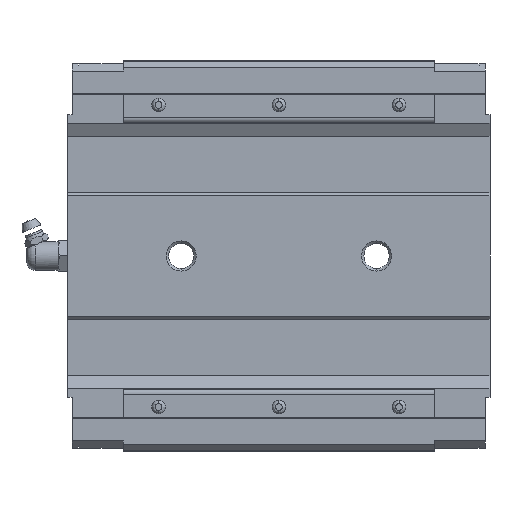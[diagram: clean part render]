
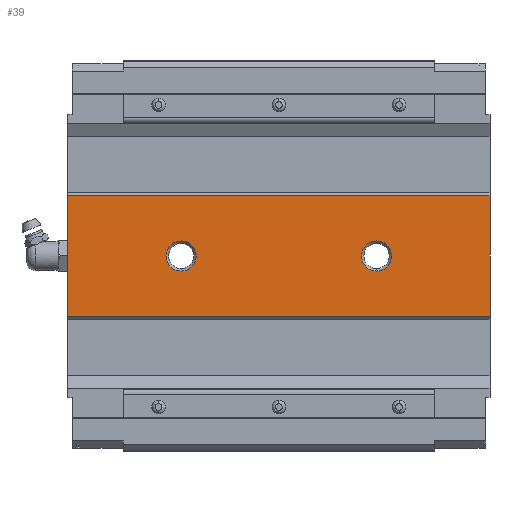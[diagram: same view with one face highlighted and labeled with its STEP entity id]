
A CAD part, front view. The second image highlights one B-rep face of the part: STEP entity #39.
In plain terms, the highlighted planar face has unit normal (0, -1, 0).
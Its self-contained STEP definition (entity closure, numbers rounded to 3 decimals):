
#39 = ADVANCED_FACE ( 'NONE', ( #4616, #3596, #4179 ), #3550, .T. ) ;
#55 = ORIENTED_EDGE ( 'NONE', *, *, #183, .T. ) ;
#76 = EDGE_LOOP ( 'NONE', ( #6043, #5003, #3190, #5998 ) ) ;
#125 = CARTESIAN_POINT ( 'NONE',  ( 70.25, 19.6, -20. ) ) ;
#183 = EDGE_CURVE ( 'NONE', #3495, #1523, #5074, .T. ) ;
#638 = DIRECTION ( 'NONE',  ( 0., 0., -1. ) ) ;
#720 = LINE ( 'NONE', #5264, #2153 ) ;
#729 = DIRECTION ( 'NONE',  ( 0., 1., 0. ) ) ;
#813 = AXIS2_PLACEMENT_3D ( 'NONE', #3728, #5977, #4971 ) ;
#882 = EDGE_CURVE ( 'NONE', #1523, #3495, #2230, .T. ) ;
#1055 = CARTESIAN_POINT ( 'NONE',  ( 70.25, 19.6, -20. ) ) ;
#1251 = CARTESIAN_POINT ( 'NONE',  ( 32.5, 19.6, 5. ) ) ;
#1312 = CARTESIAN_POINT ( 'NONE',  ( 70.25, 19.6, -20. ) ) ;
#1423 = EDGE_CURVE ( 'NONE', #7110, #2922, #6755, .T. ) ;
#1475 = VECTOR ( 'NONE', #2397, 1000. ) ;
#1523 = VERTEX_POINT ( 'NONE', #6232 ) ;
#1770 = CARTESIAN_POINT ( 'NONE',  ( -70.25, 19.6, -20. ) ) ;
#1829 = VERTEX_POINT ( 'NONE', #1055 ) ;
#1861 = DIRECTION ( 'NONE',  ( 0., -1., 0. ) ) ;
#2153 = VECTOR ( 'NONE', #6267, 1000. ) ;
#2157 = CIRCLE ( 'NONE', #4533, 5. ) ;
#2230 = CIRCLE ( 'NONE', #5323, 5. ) ;
#2397 = DIRECTION ( 'NONE',  ( 1., 0., 0. ) ) ;
#2405 = DIRECTION ( 'NONE',  ( 0., 0., -1. ) ) ;
#2687 = EDGE_CURVE ( 'NONE', #1829, #2928, #720, .T. ) ;
#2817 = CARTESIAN_POINT ( 'NONE',  ( 70.25, 19.6, 20. ) ) ;
#2922 = VERTEX_POINT ( 'NONE', #1251 ) ;
#2928 = VERTEX_POINT ( 'NONE', #6277 ) ;
#3136 = ORIENTED_EDGE ( 'NONE', *, *, #882, .T. ) ;
#3190 = ORIENTED_EDGE ( 'NONE', *, *, #3466, .T. ) ;
#3268 = CARTESIAN_POINT ( 'NONE',  ( -70.25, 19.6, 20. ) ) ;
#3356 = VERTEX_POINT ( 'NONE', #3268 ) ;
#3466 = EDGE_CURVE ( 'NONE', #3356, #6349, #5277, .T. ) ;
#3495 = VERTEX_POINT ( 'NONE', #4824 ) ;
#3550 = PLANE ( 'NONE',  #6849 ) ;
#3596 = FACE_BOUND ( 'NONE', #4243, .T. ) ;
#3728 = CARTESIAN_POINT ( 'NONE',  ( 32.5, 19.6, 0. ) ) ;
#3843 = VECTOR ( 'NONE', #4526, 1000. ) ;
#4048 = LINE ( 'NONE', #125, #1475 ) ;
#4179 = FACE_BOUND ( 'NONE', #7080, .T. ) ;
#4241 = EDGE_CURVE ( 'NONE', #2922, #7110, #2157, .T. ) ;
#4243 = EDGE_LOOP ( 'NONE', ( #7322, #5601 ) ) ;
#4526 = DIRECTION ( 'NONE',  ( -1., 0., 0. ) ) ;
#4533 = AXIS2_PLACEMENT_3D ( 'NONE', #5763, #6840, #4654 ) ;
#4616 = FACE_OUTER_BOUND ( 'NONE', #76, .T. ) ;
#4654 = DIRECTION ( 'NONE',  ( 0., 0., 1. ) ) ;
#4689 = CARTESIAN_POINT ( 'NONE',  ( -32.5, 19.6, 0. ) ) ;
#4824 = CARTESIAN_POINT ( 'NONE',  ( -32.5, 19.6, 5. ) ) ;
#4925 = EDGE_CURVE ( 'NONE', #2928, #3356, #5046, .T. ) ;
#4971 = DIRECTION ( 'NONE',  ( 0., 0., 1. ) ) ;
#5003 = ORIENTED_EDGE ( 'NONE', *, *, #4925, .T. ) ;
#5046 = LINE ( 'NONE', #2817, #3843 ) ;
#5074 = CIRCLE ( 'NONE', #5553, 5. ) ;
#5264 = CARTESIAN_POINT ( 'NONE',  ( 70.25, 19.6, -20. ) ) ;
#5277 = LINE ( 'NONE', #6317, #7007 ) ;
#5304 = DIRECTION ( 'NONE',  ( 0., 0., 1. ) ) ;
#5323 = AXIS2_PLACEMENT_3D ( 'NONE', #4689, #5759, #6393 ) ;
#5553 = AXIS2_PLACEMENT_3D ( 'NONE', #6416, #729, #5304 ) ;
#5601 = ORIENTED_EDGE ( 'NONE', *, *, #1423, .T. ) ;
#5696 = CARTESIAN_POINT ( 'NONE',  ( 32.5, 19.6, -5. ) ) ;
#5759 = DIRECTION ( 'NONE',  ( 0., 1., 0. ) ) ;
#5763 = CARTESIAN_POINT ( 'NONE',  ( 32.5, 19.6, 0. ) ) ;
#5977 = DIRECTION ( 'NONE',  ( 0., 1., 0. ) ) ;
#5998 = ORIENTED_EDGE ( 'NONE', *, *, #6355, .T. ) ;
#6043 = ORIENTED_EDGE ( 'NONE', *, *, #2687, .T. ) ;
#6232 = CARTESIAN_POINT ( 'NONE',  ( -32.5, 19.6, -5. ) ) ;
#6267 = DIRECTION ( 'NONE',  ( 0., 0., 1. ) ) ;
#6277 = CARTESIAN_POINT ( 'NONE',  ( 70.25, 19.6, 20. ) ) ;
#6317 = CARTESIAN_POINT ( 'NONE',  ( -70.25, 19.6, -20. ) ) ;
#6349 = VERTEX_POINT ( 'NONE', #1770 ) ;
#6355 = EDGE_CURVE ( 'NONE', #6349, #1829, #4048, .T. ) ;
#6393 = DIRECTION ( 'NONE',  ( 0., 0., 1. ) ) ;
#6416 = CARTESIAN_POINT ( 'NONE',  ( -32.5, 19.6, 0. ) ) ;
#6755 = CIRCLE ( 'NONE', #813, 5. ) ;
#6840 = DIRECTION ( 'NONE',  ( 0., 1., 0. ) ) ;
#6849 = AXIS2_PLACEMENT_3D ( 'NONE', #1312, #1861, #638 ) ;
#7007 = VECTOR ( 'NONE', #2405, 1000. ) ;
#7080 = EDGE_LOOP ( 'NONE', ( #55, #3136 ) ) ;
#7110 = VERTEX_POINT ( 'NONE', #5696 ) ;
#7322 = ORIENTED_EDGE ( 'NONE', *, *, #4241, .T. ) ;
